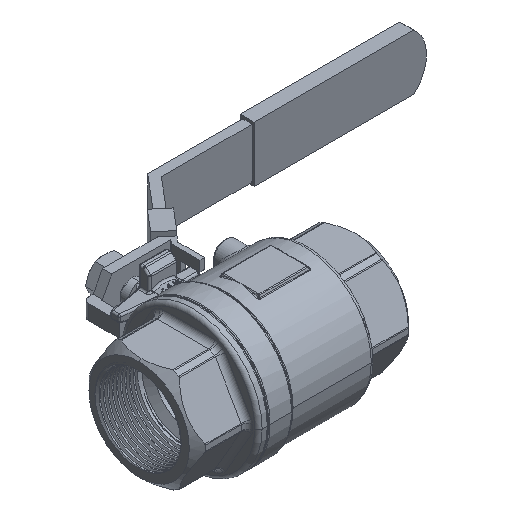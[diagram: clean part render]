
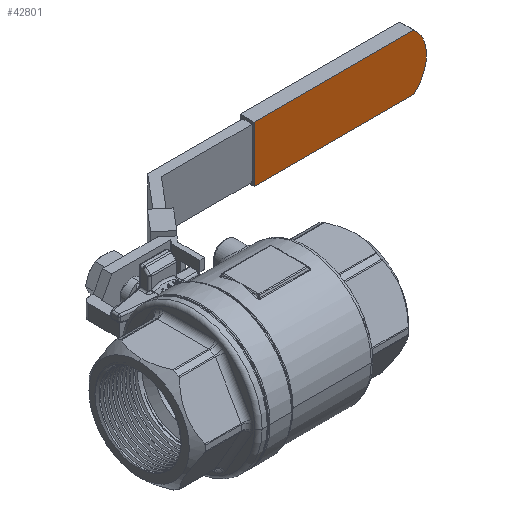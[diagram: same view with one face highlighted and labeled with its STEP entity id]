
A CAD part, isometric view. The second image highlights one B-rep face of the part: STEP entity #42801.
In plain terms, the highlighted planar face has unit normal (0, -1, 0).
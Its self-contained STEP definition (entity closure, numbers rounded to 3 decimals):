
#41975=DIRECTION('',(0.,0.,1.));
#41976=VECTOR('',#41975,30.);
#41977=CARTESIAN_POINT('',(96.63,45.5,-15.));
#41978=LINE('',#41977,#41976);
#41979=DIRECTION('',(1.,0.,0.));
#41980=VECTOR('',#41979,85.83);
#41981=CARTESIAN_POINT('',(96.63,45.5,15.));
#41982=LINE('',#41981,#41980);
#41983=CARTESIAN_POINT('',(170.,45.5,0.));
#41984=DIRECTION('',(0.,1.,0.));
#41985=DIRECTION('',(0.639,0.,0.769));
#41986=AXIS2_PLACEMENT_3D('',#41983,#41984,#41985);
#41988=DIRECTION('',(-1.,0.,0.));
#41989=VECTOR('',#41988,85.83);
#41990=CARTESIAN_POINT('',(182.46,45.5,-15.));
#41991=LINE('',#41990,#41989);
#42274=CARTESIAN_POINT('',(96.63,45.5,-15.));
#42275=CARTESIAN_POINT('',(96.63,45.5,15.));
#42276=VERTEX_POINT('',#42274);
#42277=VERTEX_POINT('',#42275);
#42278=CARTESIAN_POINT('',(182.46,45.5,15.));
#42279=VERTEX_POINT('',#42278);
#42280=CARTESIAN_POINT('',(182.46,45.5,-15.));
#42281=VERTEX_POINT('',#42280);
#42787=CARTESIAN_POINT('',(0.,45.5,-108.255));
#42788=DIRECTION('',(0.,1.,0.));
#42789=DIRECTION('',(1.,0.,0.));
#42790=AXIS2_PLACEMENT_3D('',#42787,#42788,#42789);
#42791=PLANE('',#42790);
#42792=ORIENTED_EDGE('',*,*,#42769,.T.);
#42794=ORIENTED_EDGE('',*,*,#42793,.T.);
#42796=ORIENTED_EDGE('',*,*,#42795,.T.);
#42798=ORIENTED_EDGE('',*,*,#42797,.T.);
#42799=EDGE_LOOP('',(#42792,#42794,#42796,#42798));
#42800=FACE_OUTER_BOUND('',#42799,.F.);
#41987=CIRCLE('',#41986,19.5);
#42769=EDGE_CURVE('',#42276,#42277,#41978,.T.);
#42793=EDGE_CURVE('',#42277,#42279,#41982,.T.);
#42795=EDGE_CURVE('',#42279,#42281,#41987,.T.);
#42797=EDGE_CURVE('',#42281,#42276,#41991,.T.);
#42801=ADVANCED_FACE('',(#42800),#42791,.F.);
